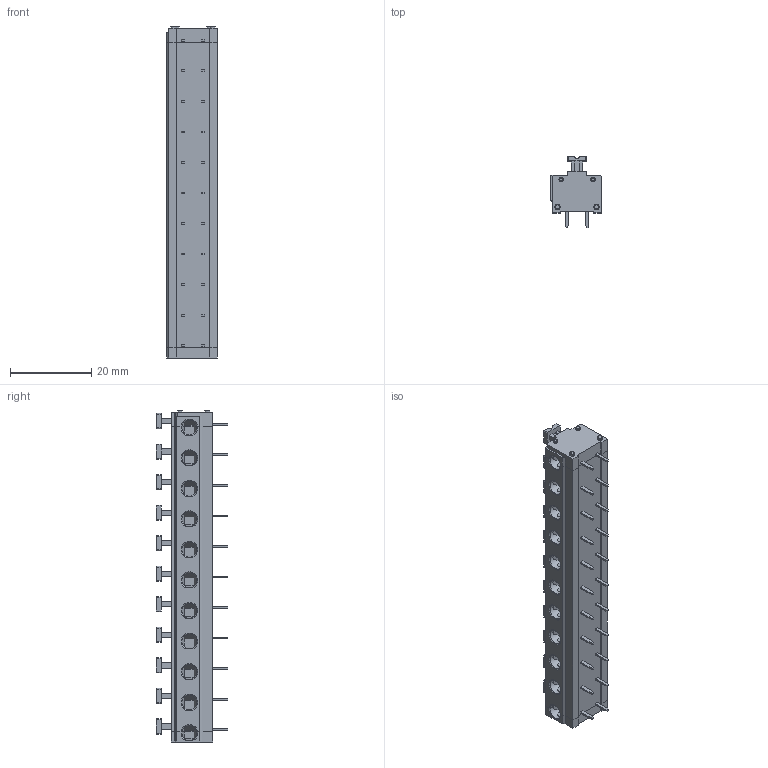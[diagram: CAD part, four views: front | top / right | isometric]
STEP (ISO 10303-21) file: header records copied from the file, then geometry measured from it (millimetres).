
FILE_DESCRIPTION( ( 'Unknown' ), '1' );
FILE_NAME( '691411910011.stp', 'Unknown', ( 'Unknown' ), ( 'Unknown' ), 'PSStep 18.0.17', 'Unknown', ' ' );
FILE_SCHEMA( ( 'AUTOMOTIVE_DESIGN { 1 0 10303 214 1 1 1 1 }' ) );
Length unit declared in the file: millimetre
Products named in the file (4): Assem1; MRT1P7.5_SX; MRT1P7.5_DX; 691411910011
Assembly tree (3 placements, depth 2):
  Assem1
    MRT1P7.5_SX
    MRT1P7.5_DX
    691411910011
Bounding box: 12.5 x 17.5 x 81.5 mm (x, y, z)
Volume: 8816.2 mm3; surface area: 6420.2 mm2
Topology: 3 solids, 3 shells, 679 faces, 1761 edges, 1150 vertices
Faces by surface type: plane 545, cylinder 111, cone 19, torus 4
Full cylindrical faces by diameter (mm): 1.05 x2, 1.1 x2, 1.25 x2, 1.3 x2, 3.7 x9
Entity records: 26203 total; most frequent: CARTESIAN_POINT 4013, ORIENTED_EDGE 3454, DIRECTION 3361, EDGE_CURVE 1727, LINE 1415, VECTOR 1415, VERTEX_POINT 1141, AXIS2_PLACEMENT_3D 973
